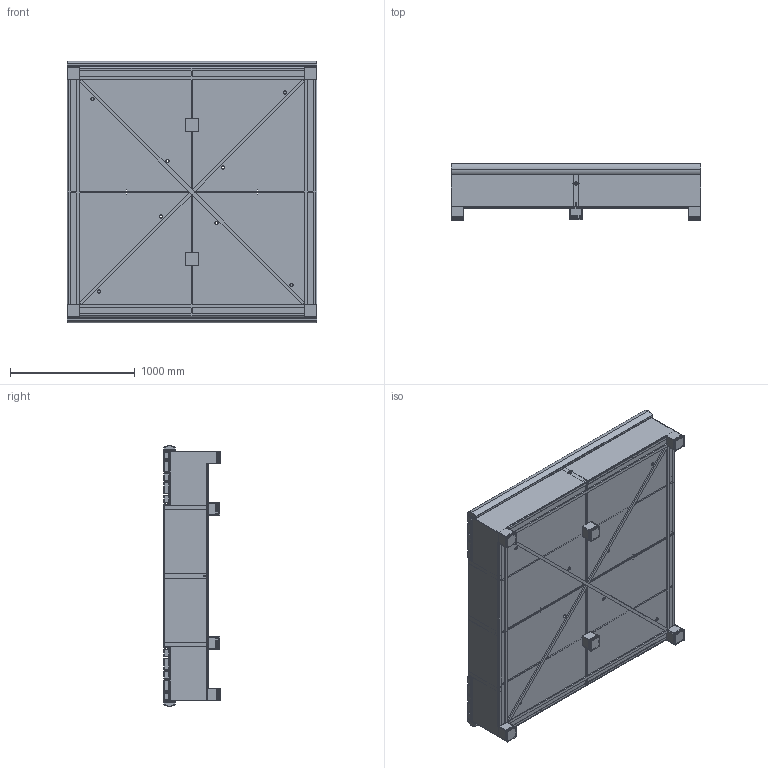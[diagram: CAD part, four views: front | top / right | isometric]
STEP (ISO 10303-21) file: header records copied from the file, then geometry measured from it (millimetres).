
FILE_DESCRIPTION (( 'STEP AP203' ), '1' );
FILE_NAME ('GP.2000.D.Al.STEP', '2021-03-30T14:19:38', ( '' ), ( '' ), 'SwSTEP 2.0', 'SolidWorks 2020', '' );
FILE_SCHEMA (( 'CONFIG_CONTROL_DESIGN' ));
Length unit declared in the file: millimetre
Products named in the file (33): GP.2000.D.Al Wood sitting; GP.2000.D.Al Reinforcement-3; GP.2000.D.Al Wood strip; GP.2000.D.Al Reinforcement wall; GP.2000.D.Al Bottom strip-3; GP.2000.D.Al Reinforcement-1; GP.2000.D.Al Wall-2; GP.2000.D.Al Feet plate middle; GP.2000.D.Al Base; GP.2000.D.Al Wood 90x40; GP.2000.D.Al Seat; GP.2000.D.Al Plastic feet 100x100; GP.2000.D.Al Wood 60x40; GP.2000.D.Al Bottom strip-2; GP.2000.D.Al Reinforcement-2; GP.2000.D.Al Reinforcement-4; GP.2000.D.Al; GP.2000.D.Al Bottom strip-1; GP.2000.D.Al Bottom-1; GP.2000.D.Al Wood strip-2; GP.2000.D.Al Wood 90x40 front; GP.2000.D.Al Wall-1; GP.2000.D.Al Feet plate; GP.2000.D.Al Wood strip-1; FURNS Brandtag sticker
Assembly tree (87 placements, depth 4):
  GP.2000.D.Al
    GP.2000.D.Al Base
      GP.2000.D.Al Wall-1  x2
      GP.2000.D.Al Wall-2  x2
      GP.2000.D.Al Bottom-1  x4
      GP.2000.D.Al Reinforcement-1  x4
      GP.2000.D.Al Reinforcement wall  x4
      GP.2000.D.Al Reinforcement-2  x4
      GP.2000.D.Al Reinforcement-3  x2
      GP.2000.D.Al Feet plate  x4
      GP.2000.D.Al Feet plate middle  x4
      GP.2000.D.Al Seat  x2
      GP.2000.D.Al Reinforcement-4  x2
      GP.2000.D.Al Bottom strip-1
      GP.2000.D.Al Bottom strip-2  x2
      GP.2000.D.Al Bottom strip-3  x4
    GP.2000.D.Al Wood sitting
      GP.2000.D.Al Wood 90x40 front
      GP.2000.D.Al Wood 60x40  x3
      GP.2000.D.Al Wood 90x40  x2
      GP.2000.D.Al Wood strip
        GP.2000.D.Al Wood strip-1
        GP.2000.D.Al Wood strip-2
      GP.2000.D.Al Wood strip
        GP.2000.D.Al Wood strip-1
        GP.2000.D.Al Wood strip-2
      GP.2000.D.Al Wood strip
        GP.2000.D.Al Wood strip-1
        GP.2000.D.Al Wood strip-2
      GP.2000.D.Al Wood strip
        GP.2000.D.Al Wood strip-1
        GP.2000.D.Al Wood strip-2
    GP.2000.D.Al Wood sitting
      GP.2000.D.Al Wood 90x40 front
      GP.2000.D.Al Wood 60x40  x3
      GP.2000.D.Al Wood 90x40  x2
      GP.2000.D.Al Wood strip
        GP.2000.D.Al Wood strip-1
        GP.2000.D.Al Wood strip-2
      GP.2000.D.Al Wood strip
        GP.2000.D.Al Wood strip-1
        GP.2000.D.Al Wood strip-2
      GP.2000.D.Al Wood strip
        GP.2000.D.Al Wood strip-1
        GP.2000.D.Al Wood strip-2
      GP.2000.D.Al Wood strip
        GP.2000.D.Al Wood strip-1
        GP.2000.D.Al Wood strip-2
    FURNS Brandtag sticker
    GP.2000.D.Al Plastic feet 100x100  x6
Bounding box: 2000 x 450 x 2092 mm (x, y, z)
Volume: 119837413.4 mm3; surface area: 30040014.5 mm2
Topology: 76 solids, 76 shells, 3425 faces, 8667 edges, 5338 vertices
Faces by surface type: plane 2090, cylinder 909, cone 192, sphere 120, bspline 110, torus 4
Entity records: 41441 total; most frequent: CARTESIAN_POINT 8049, ORIENTED_EDGE 6092, DIRECTION 5464, EDGE_CURVE 3046, VECTOR 2330, LINE 2330, VERTEX_POINT 1936, AXIS2_PLACEMENT_3D 1567
